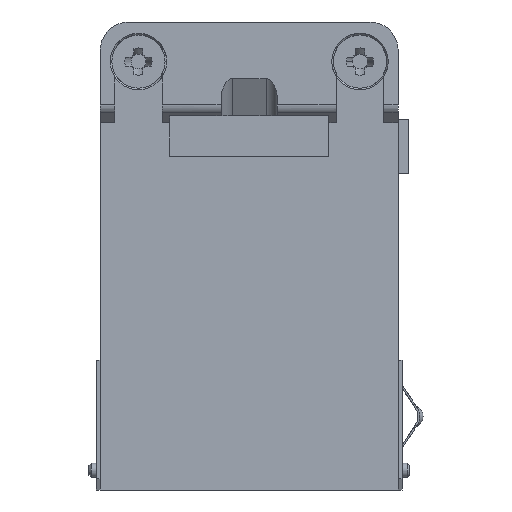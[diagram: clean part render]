
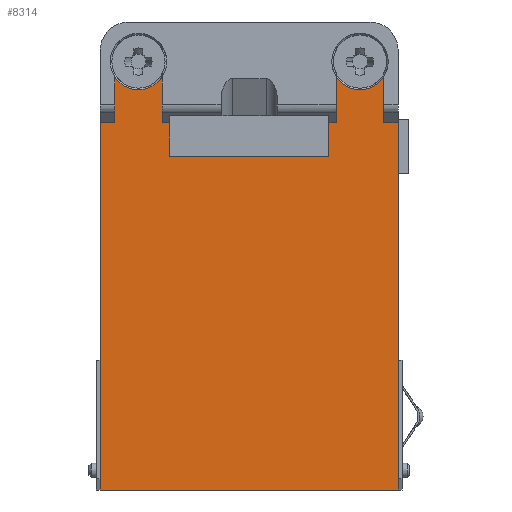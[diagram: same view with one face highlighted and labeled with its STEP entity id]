
A CAD part, front view. The second image highlights one B-rep face of the part: STEP entity #8314.
In plain terms, the highlighted planar face has unit normal (0, -1, 0).
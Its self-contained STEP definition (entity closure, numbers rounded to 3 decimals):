
#7635=CIRCLE('',#29007,2.5);
#7636=CIRCLE('',#29008,2.5);
#8314=ADVANCED_FACE('',(#10060),#9381,.T.);
#9381=PLANE('',#29009);
#10060=FACE_OUTER_BOUND('',#11048,.T.);
#11048=EDGE_LOOP('',(#12830,#12831,#12832,#12833,#12834,#12835,#12836,#12837,
#12838,#12839,#12840,#12841,#12842,#12843,#12844,#12845));
#12830=ORIENTED_EDGE('',*,*,#20878,.F.);
#12831=ORIENTED_EDGE('',*,*,#20879,.T.);
#12832=ORIENTED_EDGE('',*,*,#20880,.F.);
#12833=ORIENTED_EDGE('',*,*,#20881,.F.);
#12834=ORIENTED_EDGE('',*,*,#20882,.T.);
#12835=ORIENTED_EDGE('',*,*,#20883,.T.);
#12836=ORIENTED_EDGE('',*,*,#20884,.T.);
#12837=ORIENTED_EDGE('',*,*,#20885,.T.);
#12838=ORIENTED_EDGE('',*,*,#20886,.T.);
#12839=ORIENTED_EDGE('',*,*,#20887,.T.);
#12840=ORIENTED_EDGE('',*,*,#20888,.T.);
#12841=ORIENTED_EDGE('',*,*,#20889,.F.);
#12842=ORIENTED_EDGE('',*,*,#20890,.T.);
#12843=ORIENTED_EDGE('',*,*,#20891,.T.);
#12844=ORIENTED_EDGE('',*,*,#20892,.T.);
#12845=ORIENTED_EDGE('',*,*,#20893,.T.);
#18732=VERTEX_POINT('',#37098);
#18733=VERTEX_POINT('',#37099);
#18734=VERTEX_POINT('',#37101);
#18735=VERTEX_POINT('',#37103);
#18736=VERTEX_POINT('',#37105);
#18737=VERTEX_POINT('',#37107);
#18738=VERTEX_POINT('',#37109);
#18739=VERTEX_POINT('',#37111);
#18740=VERTEX_POINT('',#37113);
#18741=VERTEX_POINT('',#37115);
#18742=VERTEX_POINT('',#37117);
#18743=VERTEX_POINT('',#37119);
#18744=VERTEX_POINT('',#37121);
#18745=VERTEX_POINT('',#37123);
#18746=VERTEX_POINT('',#37125);
#18747=VERTEX_POINT('',#37127);
#20878=EDGE_CURVE('',#18732,#18733,#23874,.T.);
#20879=EDGE_CURVE('',#18732,#18734,#23875,.T.);
#20880=EDGE_CURVE('',#18735,#18734,#23876,.T.);
#20881=EDGE_CURVE('',#18736,#18735,#23877,.T.);
#20882=EDGE_CURVE('',#18736,#18737,#23878,.T.);
#20883=EDGE_CURVE('',#18737,#18738,#7635,.T.);
#20884=EDGE_CURVE('',#18738,#18739,#23879,.T.);
#20885=EDGE_CURVE('',#18739,#18740,#23880,.T.);
#20886=EDGE_CURVE('',#18740,#18741,#23881,.T.);
#20887=EDGE_CURVE('',#18741,#18742,#23882,.T.);
#20888=EDGE_CURVE('',#18742,#18743,#23883,.T.);
#20889=EDGE_CURVE('',#18744,#18743,#23884,.T.);
#20890=EDGE_CURVE('',#18744,#18745,#23885,.T.);
#20891=EDGE_CURVE('',#18745,#18746,#7636,.T.);
#20892=EDGE_CURVE('',#18746,#18747,#23886,.T.);
#20893=EDGE_CURVE('',#18747,#18733,#23887,.T.);
#23874=LINE('',#37097,#25963);
#23875=LINE('',#37100,#25964);
#23876=LINE('',#37102,#25965);
#23877=LINE('',#37104,#25966);
#23878=LINE('',#37106,#25967);
#23879=LINE('',#37110,#25968);
#23880=LINE('',#37112,#25969);
#23881=LINE('',#37114,#25970);
#23882=LINE('',#37116,#25971);
#23883=LINE('',#37118,#25972);
#23884=LINE('',#37120,#25973);
#23885=LINE('',#37122,#25974);
#23886=LINE('',#37126,#25975);
#23887=LINE('',#37128,#25976);
#25963=VECTOR('',#31198,1.);
#25964=VECTOR('',#31199,1.);
#25965=VECTOR('',#31200,1.);
#25966=VECTOR('',#31201,1.);
#25967=VECTOR('',#31202,1.);
#25968=VECTOR('',#31205,1.);
#25969=VECTOR('',#31206,1.);
#25970=VECTOR('',#31207,1.);
#25971=VECTOR('',#31208,1.);
#25972=VECTOR('',#31209,1.);
#25973=VECTOR('',#31210,1.);
#25974=VECTOR('',#31211,1.);
#25975=VECTOR('',#31214,1.);
#25976=VECTOR('',#31215,1.);
#29007=AXIS2_PLACEMENT_3D('',#37108,#31203,#31204);
#29008=AXIS2_PLACEMENT_3D('',#37124,#31212,#31213);
#29009=AXIS2_PLACEMENT_3D('',#37129,#31216,#31217);
#31198=DIRECTION('',(0.,0.,1.));
#31199=DIRECTION('',(1.,0.,0.));
#31200=DIRECTION('',(0.,0.,-1.));
#31201=DIRECTION('',(1.,0.,0.));
#31202=DIRECTION('',(0.,0.,1.));
#31203=DIRECTION('',(0.,1.,0.));
#31204=DIRECTION('',(0.84,0.,-0.543));
#31205=DIRECTION('',(0.,0.,-1.));
#31206=DIRECTION('',(-1.,0.,0.));
#31207=DIRECTION('',(0.,0.,-1.));
#31208=DIRECTION('',(-1.,0.,0.));
#31209=DIRECTION('',(0.,0.,1.));
#31210=DIRECTION('',(1.,0.,0.));
#31211=DIRECTION('',(0.,0.,1.));
#31212=DIRECTION('',(0.,1.,0.));
#31213=DIRECTION('',(0.84,0.,-0.543));
#31214=DIRECTION('',(0.,0.,-1.));
#31215=DIRECTION('',(-1.,0.,0.));
#31216=DIRECTION('',(0.,-1.,0.));
#31217=DIRECTION('',(-1.,0.,0.));
#37097=CARTESIAN_POINT('',(-13.175,-5.75,-28.1));
#37098=CARTESIAN_POINT('',(-13.175,-5.75,-28.));
#37099=CARTESIAN_POINT('',(-13.175,-5.75,4.5));
#37100=CARTESIAN_POINT('',(-12.675,-5.75,-28.));
#37101=CARTESIAN_POINT('',(13.175,-5.75,-28.));
#37102=CARTESIAN_POINT('',(13.175,-5.75,-28.1));
#37103=CARTESIAN_POINT('',(13.175,-5.75,4.5));
#37104=CARTESIAN_POINT('',(14.592,-5.75,4.5));
#37105=CARTESIAN_POINT('',(11.9,-5.75,4.5));
#37106=CARTESIAN_POINT('',(11.9,-5.75,4.086));
#37107=CARTESIAN_POINT('',(11.9,-5.75,8.544));
#37108=CARTESIAN_POINT('',(9.8,-5.75,9.9));
#37109=CARTESIAN_POINT('',(7.7,-5.75,8.544));
#37110=CARTESIAN_POINT('',(7.7,-5.75,8.544));
#37111=CARTESIAN_POINT('',(7.7,-5.75,4.5));
#37112=CARTESIAN_POINT('',(13.175,-5.75,4.5));
#37113=CARTESIAN_POINT('',(7.05,-5.75,4.5));
#37114=CARTESIAN_POINT('',(7.05,-5.75,4.086));
#37115=CARTESIAN_POINT('',(7.05,-5.75,1.5));
#37116=CARTESIAN_POINT('',(7.05,-5.75,1.5));
#37117=CARTESIAN_POINT('',(-7.05,-5.75,1.5));
#37118=CARTESIAN_POINT('',(-7.05,-5.75,1.5));
#37119=CARTESIAN_POINT('',(-7.05,-5.75,4.5));
#37120=CARTESIAN_POINT('',(14.592,-5.75,4.5));
#37121=CARTESIAN_POINT('',(-7.7,-5.75,4.5));
#37122=CARTESIAN_POINT('',(-7.7,-5.75,4.086));
#37123=CARTESIAN_POINT('',(-7.7,-5.75,8.544));
#37124=CARTESIAN_POINT('',(-9.8,-5.75,9.9));
#37125=CARTESIAN_POINT('',(-11.9,-5.75,8.544));
#37126=CARTESIAN_POINT('',(-11.9,-5.75,8.544));
#37127=CARTESIAN_POINT('',(-11.9,-5.75,4.5));
#37128=CARTESIAN_POINT('',(13.175,-5.75,4.5));
#37129=CARTESIAN_POINT('',(13.175,-5.75,-18.));
